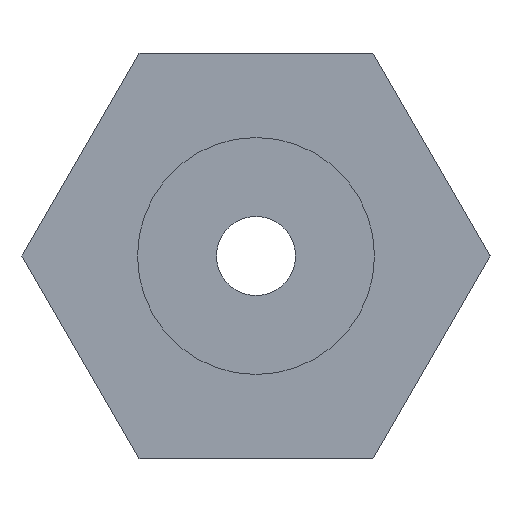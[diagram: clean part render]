
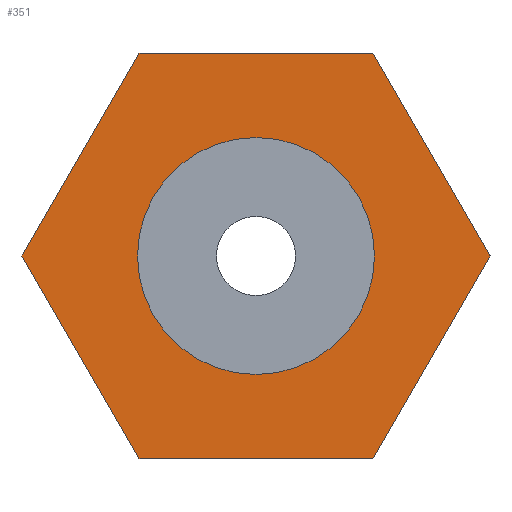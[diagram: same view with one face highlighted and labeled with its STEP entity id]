
A CAD part, left-side view. The second image highlights one B-rep face of the part: STEP entity #351.
In plain terms, the highlighted planar face has unit normal (-1, 0, 0).
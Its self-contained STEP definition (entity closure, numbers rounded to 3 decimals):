
#323=AXIS2_PLACEMENT_3D('Plane Axis2P3D',#320,#321,#322) ;
#335=AXIS2_PLACEMENT_3D('Circle Axis2P3D',#333,#334,$) ;
#344=AXIS2_PLACEMENT_3D('Circle Axis2P3D',#342,#343,$) ;
#185=CARTESIAN_POINT('Vertex',(0.,1.481,2.565)) ;
#188=CARTESIAN_POINT('Line Origine',(0.,0.,2.565)) ;
#192=CARTESIAN_POINT('Vertex',(0.,-1.481,2.565)) ;
#212=CARTESIAN_POINT('Line Origine',(0.,-2.221,1.283)) ;
#216=CARTESIAN_POINT('Vertex',(0.,-2.962,0.)) ;
#236=CARTESIAN_POINT('Line Origine',(0.,-2.221,-1.283)) ;
#240=CARTESIAN_POINT('Vertex',(0.,-1.481,-2.565)) ;
#260=CARTESIAN_POINT('Line Origine',(0.,0.,-2.565)) ;
#264=CARTESIAN_POINT('Vertex',(0.,1.481,-2.565)) ;
#284=CARTESIAN_POINT('Line Origine',(0.,2.221,-1.283)) ;
#288=CARTESIAN_POINT('Vertex',(0.,2.962,0.)) ;
#308=CARTESIAN_POINT('Line Origine',(0.,2.221,1.283)) ;
#320=CARTESIAN_POINT('Axis2P3D Location',(0.,0.,0.)) ;
#333=CARTESIAN_POINT('Axis2P3D Location',(0.,0.,0.)) ;
#337=CARTESIAN_POINT('Vertex',(0.,-1.5,0.)) ;
#339=CARTESIAN_POINT('Vertex',(0.,1.5,0.)) ;
#342=CARTESIAN_POINT('Axis2P3D Location',(0.,0.,0.)) ;
#189=DIRECTION('Vector Direction',(0.,-1.,0.)) ;
#213=DIRECTION('Vector Direction',(0.,-0.5,-0.866)) ;
#237=DIRECTION('Vector Direction',(0.,0.5,-0.866)) ;
#261=DIRECTION('Vector Direction',(0.,1.,0.)) ;
#285=DIRECTION('Vector Direction',(0.,0.5,0.866)) ;
#309=DIRECTION('Vector Direction',(0.,-0.5,0.866)) ;
#321=DIRECTION('Axis2P3D Direction',(1.,0.,0.)) ;
#322=DIRECTION('Axis2P3D XDirection',(0.,1.,0.)) ;
#334=DIRECTION('Axis2P3D Direction',(1.,0.,0.)) ;
#343=DIRECTION('Axis2P3D Direction',(1.,0.,0.)) ;
#190=VECTOR('Line Direction',#189,1.) ;
#214=VECTOR('Line Direction',#213,1.) ;
#238=VECTOR('Line Direction',#237,1.) ;
#262=VECTOR('Line Direction',#261,1.) ;
#286=VECTOR('Line Direction',#285,1.) ;
#310=VECTOR('Line Direction',#309,1.) ;
#326=ORIENTED_EDGE('',*,*,#312,.F.) ;
#327=ORIENTED_EDGE('',*,*,#290,.F.) ;
#328=ORIENTED_EDGE('',*,*,#266,.F.) ;
#329=ORIENTED_EDGE('',*,*,#242,.F.) ;
#330=ORIENTED_EDGE('',*,*,#218,.F.) ;
#331=ORIENTED_EDGE('',*,*,#194,.F.) ;
#348=ORIENTED_EDGE('',*,*,#341,.T.) ;
#349=ORIENTED_EDGE('',*,*,#346,.T.) ;
#350=FACE_BOUND('',#347,.T.) ;
#351=ADVANCED_FACE('( + ) PartBody',(#332,#350),#324,.F.) ;
#336=CIRCLE('generated circle',#335,1.5) ;
#345=CIRCLE('generated circle',#344,1.5) ;
#194=EDGE_CURVE('',#186,#193,#191,.T.) ;
#218=EDGE_CURVE('',#193,#217,#215,.T.) ;
#242=EDGE_CURVE('',#217,#241,#239,.T.) ;
#266=EDGE_CURVE('',#241,#265,#263,.T.) ;
#290=EDGE_CURVE('',#265,#289,#287,.T.) ;
#312=EDGE_CURVE('',#289,#186,#311,.T.) ;
#341=EDGE_CURVE('',#338,#340,#336,.T.) ;
#346=EDGE_CURVE('',#340,#338,#345,.T.) ;
#325=EDGE_LOOP('',(#326,#327,#328,#329,#330,#331)) ;
#347=EDGE_LOOP('',(#348,#349)) ;
#332=FACE_OUTER_BOUND('',#325,.T.) ;
#191=LINE('Line',#188,#190) ;
#215=LINE('Line',#212,#214) ;
#239=LINE('Line',#236,#238) ;
#263=LINE('Line',#260,#262) ;
#287=LINE('Line',#284,#286) ;
#311=LINE('Line',#308,#310) ;
#324=PLANE('',#323) ;
#186=VERTEX_POINT('',#185) ;
#193=VERTEX_POINT('',#192) ;
#217=VERTEX_POINT('',#216) ;
#241=VERTEX_POINT('',#240) ;
#265=VERTEX_POINT('',#264) ;
#289=VERTEX_POINT('',#288) ;
#338=VERTEX_POINT('',#337) ;
#340=VERTEX_POINT('',#339) ;
